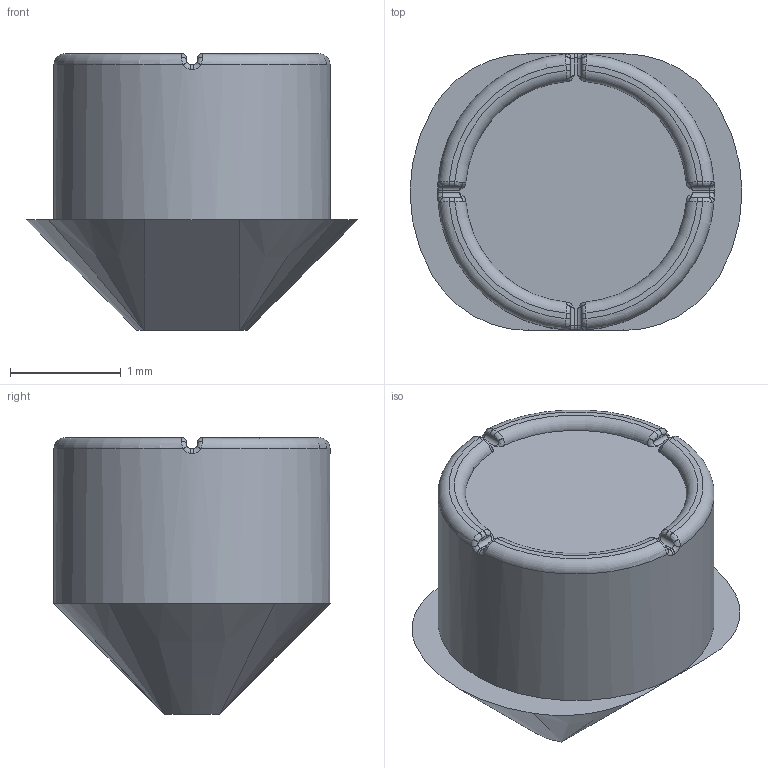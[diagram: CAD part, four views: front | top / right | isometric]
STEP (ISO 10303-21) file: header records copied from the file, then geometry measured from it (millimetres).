
FILE_DESCRIPTION(/* description */ (''),/* implementation_level */ '2;1');
FILE_NAME(/* name */ 'Switch-Ornamentv1.2 Part C.step',/* time_stamp */ '2023-04-07T19:54:46+02:00',/* author */ (''),/* organization */ (''),/* preprocessor_version */ 'ST-DEVELOPER v19.2',/* originating_system */ 'Autodesk Translation Framework v12.4.0.73',/* authorisation */ '');
FILE_SCHEMA (('AUTOMOTIVE_DESIGN { 1 0 10303 214 3 1 1 }'));
Length unit declared in the file: millimetre
Products named in the file (1): Switch-Ornamentv1.2 Part C
Bounding box: 3 x 2.5 x 2.5 mm (x, y, z)
Volume: 9.9 mm3; surface area: 27.1 mm2
Topology: 1 solids, 1 shells, 93 faces, 223 edges, 128 vertices
Faces by surface type: bspline 40, plane 18, cylinder 17, torus 12, cone 6
Full cylindrical faces by diameter (mm): 2.5 x1
Entity records: 3938 total; most frequent: CARTESIAN_POINT 2017, ORIENTED_EDGE 438, DIRECTION 323, EDGE_CURVE 219, AXIS2_PLACEMENT_3D 138, VERTEX_POINT 128, FACE_OUTER_BOUND 93, EDGE_LOOP 93
